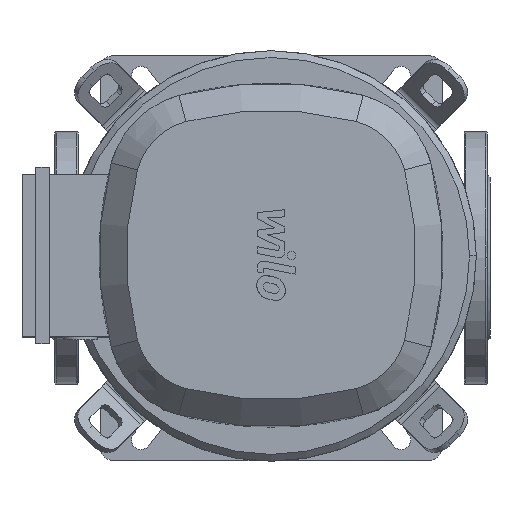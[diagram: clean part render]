
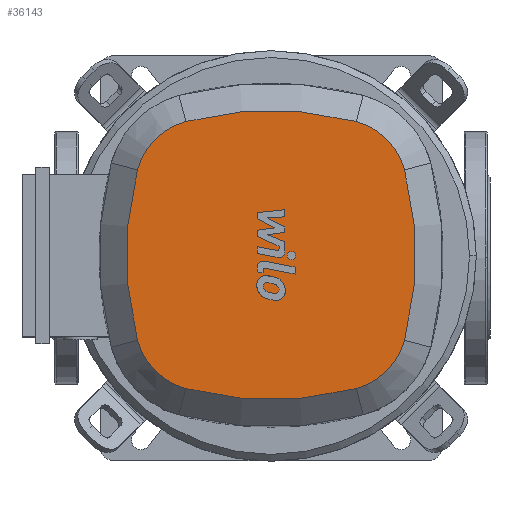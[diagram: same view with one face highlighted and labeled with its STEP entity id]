
A CAD part, top view. The second image highlights one B-rep face of the part: STEP entity #36143.
In plain terms, the highlighted planar face has unit normal (0, 0, 1).
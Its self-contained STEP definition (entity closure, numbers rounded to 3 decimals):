
#35778=CARTESIAN_POINT('',(-97.576,-62.222,1244.0));
#35779=VERTEX_POINT('',#35778);
#35797=CARTESIAN_POINT('',(-62.222,-97.576,1244.0));
#35798=VERTEX_POINT('',#35797);
#35805=CARTESIAN_POINT('',(-49.321,-49.321,1244.0));
#35806=DIRECTION('',(0.0,0.0,-1.0));
#35807=DIRECTION('',(0.0,-1.0,0.0));
#35808=AXIS2_PLACEMENT_3D('',#35805,#35806,#35807);
#35809=CIRCLE('',#35808,49.95);
#35810=EDGE_CURVE('',#35798,#35779,#35809,.T.);
#35820=CARTESIAN_POINT('',(-97.576,62.222,1244.0));
#35821=VERTEX_POINT('',#35820);
#35838=CARTESIAN_POINT('',(135.155,0.,1244.0));
#35839=DIRECTION('',(0.0,0.0,-1.0));
#35840=DIRECTION('',(-0.966,0.258,0.0));
#35841=AXIS2_PLACEMENT_3D('',#35838,#35839,#35840);
#35842=CIRCLE('',#35841,240.905);
#35843=EDGE_CURVE('',#35779,#35821,#35842,.T.);
#35855=CARTESIAN_POINT('',(62.222,-97.576,1244.0));
#35856=VERTEX_POINT('',#35855);
#35863=CARTESIAN_POINT('',(0.,135.155,1244.0));
#35864=DIRECTION('',(0.0,0.0,-1.0));
#35865=DIRECTION('',(-0.258,-0.966,0.0));
#35866=AXIS2_PLACEMENT_3D('',#35863,#35864,#35865);
#35867=CIRCLE('',#35866,240.905);
#35868=EDGE_CURVE('',#35856,#35798,#35867,.T.);
#35886=CARTESIAN_POINT('',(-62.222,97.576,1244.0));
#35887=VERTEX_POINT('',#35886);
#35904=CARTESIAN_POINT('',(-49.321,49.321,1244.0));
#35905=DIRECTION('',(0.0,0.0,-1.0));
#35906=DIRECTION('',(-1.0,0.0,0.0));
#35907=AXIS2_PLACEMENT_3D('',#35904,#35905,#35906);
#35908=CIRCLE('',#35907,49.95);
#35909=EDGE_CURVE('',#35821,#35887,#35908,.T.);
#35921=CARTESIAN_POINT('',(97.576,-62.222,1244.0));
#35922=VERTEX_POINT('',#35921);
#35929=CARTESIAN_POINT('',(49.321,-49.321,1244.0));
#35930=DIRECTION('',(0.0,0.0,-1.0));
#35931=DIRECTION('',(1.0,0.0,0.0));
#35932=AXIS2_PLACEMENT_3D('',#35929,#35930,#35931);
#35933=CIRCLE('',#35932,49.95);
#35934=EDGE_CURVE('',#35922,#35856,#35933,.T.);
#35952=CARTESIAN_POINT('',(62.222,97.576,1244.0));
#35953=VERTEX_POINT('',#35952);
#35970=CARTESIAN_POINT('',(0.,-135.155,1244.0));
#35971=DIRECTION('',(0.0,0.0,-1.0));
#35972=DIRECTION('',(0.258,0.966,0.0));
#35973=AXIS2_PLACEMENT_3D('',#35970,#35971,#35972);
#35974=CIRCLE('',#35973,240.905);
#35975=EDGE_CURVE('',#35887,#35953,#35974,.T.);
#35987=CARTESIAN_POINT('',(97.576,62.222,1244.0));
#35988=VERTEX_POINT('',#35987);
#35995=CARTESIAN_POINT('',(-135.155,0.,1244.0));
#35996=DIRECTION('',(0.0,0.0,-1.0));
#35997=DIRECTION('',(0.966,-0.258,0.0));
#35998=AXIS2_PLACEMENT_3D('',#35995,#35996,#35997);
#35999=CIRCLE('',#35998,240.905);
#36000=EDGE_CURVE('',#35988,#35922,#35999,.T.);
#36019=CARTESIAN_POINT('',(49.321,49.321,1244.0));
#36020=DIRECTION('',(0.0,0.0,-1.0));
#36021=DIRECTION('',(0.0,1.0,0.0));
#36022=AXIS2_PLACEMENT_3D('',#36019,#36020,#36021);
#36023=CIRCLE('',#36022,49.95);
#36024=EDGE_CURVE('',#35953,#35988,#36023,.T.);
#36128=CARTESIAN_POINT('',(108.463,0.,1244.0));
#36129=DIRECTION('',(0.0,0.0,1.0));
#36130=DIRECTION('',(-1.0,0.0,0.0));
#36131=AXIS2_PLACEMENT_3D('',#36128,#36129,#36130);
#36132=PLANE('',#36131);
#36133=ORIENTED_EDGE('',*,*,#35810,.F.);
#36134=ORIENTED_EDGE('',*,*,#35868,.F.);
#36135=ORIENTED_EDGE('',*,*,#35934,.F.);
#36136=ORIENTED_EDGE('',*,*,#36000,.F.);
#36137=ORIENTED_EDGE('',*,*,#36024,.F.);
#36138=ORIENTED_EDGE('',*,*,#35975,.F.);
#36139=ORIENTED_EDGE('',*,*,#35909,.F.);
#36140=ORIENTED_EDGE('',*,*,#35843,.F.);
#36141=EDGE_LOOP('',(#36133,#36134,#36135,#36136,#36137,#36138,#36139,#36140));
#36142=FACE_OUTER_BOUND('',#36141,.T.);
#36143=ADVANCED_FACE('',(#36142),#36132,.T.);
